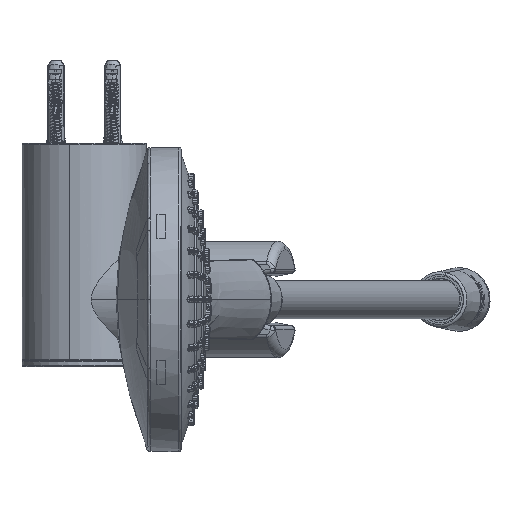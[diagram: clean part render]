
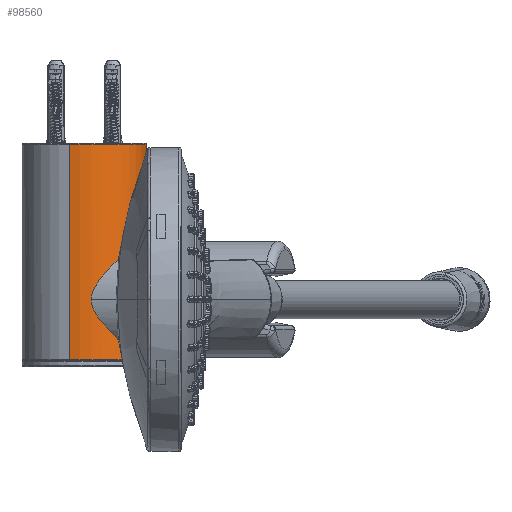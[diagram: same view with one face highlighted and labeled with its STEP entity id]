
A CAD part, left-side view. The second image highlights one B-rep face of the part: STEP entity #98560.
In plain terms, the highlighted cylindrical face has radius 22.5 mm (diameter 45 mm), a partial arc.
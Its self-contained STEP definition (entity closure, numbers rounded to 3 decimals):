
#95232=CARTESIAN_POINT('',(-21.1,7.813,
22.));
#95233=CARTESIAN_POINT('',(-21.1,7.813,
22.466));
#95234=CARTESIAN_POINT('',(-21.069,7.897,
23.427));
#95235=CARTESIAN_POINT('',(-20.911,8.311,
24.961));
#95236=CARTESIAN_POINT('',(-20.619,9.021,
26.585));
#95237=CARTESIAN_POINT('',(-20.172,9.99,
28.273));
#95238=CARTESIAN_POINT('',(-19.557,11.157,
29.997));
#95239=CARTESIAN_POINT('',(-18.699,12.557,
31.854));
#95240=CARTESIAN_POINT('',(-17.532,14.158,
33.824));
#95241=CARTESIAN_POINT('',(-15.967,15.92,
35.883));
#95242=CARTESIAN_POINT('',(-13.993,17.69,
37.878));
#95243=CARTESIAN_POINT('',(-11.733,19.266,
39.615));
#95244=CARTESIAN_POINT('',(-9.263,20.566,
41.026));
#95245=CARTESIAN_POINT('',(-6.777,21.506,
42.038));
#95246=CARTESIAN_POINT('',(-4.324,22.129,
42.704));
#95247=CARTESIAN_POINT('',(-1.806,22.474,
43.073));
#95248=CARTESIAN_POINT('',(0.676,22.535,
43.138));
#95249=CARTESIAN_POINT('',(3.183,22.322,42.91));
#95250=CARTESIAN_POINT('',(5.68,21.82,42.374));
#95251=CARTESIAN_POINT('',(8.123,21.04,41.537));
#95252=CARTESIAN_POINT('',(10.668,19.877,40.28));
#95253=CARTESIAN_POINT('',(13.008,18.424,38.69));
#95254=CARTESIAN_POINT('',(15.035,16.8,36.882));
#95255=CARTESIAN_POINT('',(16.691,15.14,34.981));
#95256=CARTESIAN_POINT('',(17.944,13.614,33.164));
#95257=CARTESIAN_POINT('',(18.873,12.28,31.492));
#95258=CARTESIAN_POINT('',(19.579,11.11,29.924));
#95259=CARTESIAN_POINT('',(20.139,10.055,28.368));
#95260=CARTESIAN_POINT('',(20.58,9.111,26.754));
#95261=CARTESIAN_POINT('',(20.889,8.37,25.13));
#95262=CARTESIAN_POINT('',(21.068,7.9,23.478));
#95263=CARTESIAN_POINT('',(21.1,7.813,22.482));
#95264=CARTESIAN_POINT('',(21.1,7.813,22.));
#95269=CARTESIAN_POINT('',(21.1,7.813,22.));
#95270=CARTESIAN_POINT('',(21.1,7.813,21.534));
#95271=CARTESIAN_POINT('',(21.069,7.897,20.573));
#95272=CARTESIAN_POINT('',(20.911,8.311,19.039));
#95273=CARTESIAN_POINT('',(20.62,9.02,17.416));
#95274=CARTESIAN_POINT('',(20.172,9.99,15.728));
#95275=CARTESIAN_POINT('',(19.558,11.156,14.004));
#95276=CARTESIAN_POINT('',(18.7,12.556,12.147));
#95277=CARTESIAN_POINT('',(17.533,14.156,10.178));
#95278=CARTESIAN_POINT('',(15.968,15.918,8.119));
#95279=CARTESIAN_POINT('',(13.995,17.688,6.124));
#95280=CARTESIAN_POINT('',(11.735,19.265,4.387));
#95281=CARTESIAN_POINT('',(9.266,20.565,2.975));
#95282=CARTESIAN_POINT('',(6.78,21.505,1.963));
#95283=CARTESIAN_POINT('',(4.328,22.128,1.297));
#95284=CARTESIAN_POINT('',(1.81,22.474,
0.928));
#95285=CARTESIAN_POINT('',(-0.672,22.536,
0.862));
#95286=CARTESIAN_POINT('',(-3.179,22.323,
1.089));
#95287=CARTESIAN_POINT('',(-5.675,21.821,
1.625));
#95288=CARTESIAN_POINT('',(-8.118,21.042,
2.461));
#95289=CARTESIAN_POINT('',(-10.663,19.88,
3.717));
#95290=CARTESIAN_POINT('',(-13.003,18.427,
5.306));
#95291=CARTESIAN_POINT('',(-15.031,16.805,
7.114));
#95292=CARTESIAN_POINT('',(-16.687,15.144,
9.015));
#95293=CARTESIAN_POINT('',(-17.941,13.617,
10.833));
#95294=CARTESIAN_POINT('',(-18.872,12.282,
12.505));
#95295=CARTESIAN_POINT('',(-19.579,11.111,
14.075));
#95296=CARTESIAN_POINT('',(-20.139,10.055,
15.631));
#95297=CARTESIAN_POINT('',(-20.58,9.111,
17.247));
#95298=CARTESIAN_POINT('',(-20.889,8.369,
18.87));
#95299=CARTESIAN_POINT('',(-21.068,7.9,
20.523));
#95300=CARTESIAN_POINT('',(-21.1,7.813,
21.518));
#95301=CARTESIAN_POINT('',(-21.1,7.813,
22.));
#95306=CARTESIAN_POINT('',(0.,0.,78.));
#95307=DIRECTION('',(0.,0.,1.));
#95308=DIRECTION('',(1.,0.,0.));
#95309=AXIS2_PLACEMENT_3D('',#95306,#95307,#95308);
#95314=CARTESIAN_POINT('',(0.,0.,0.3));
#95315=DIRECTION('',(0.,0.,-1.));
#95316=DIRECTION('',(-1.,0.,0.));
#95317=AXIS2_PLACEMENT_3D('',#95314,#95315,#95316);
#95322=DIRECTION('',(0.,0.,1.));
#95323=VECTOR('',#95322,77.7);
#95324=CARTESIAN_POINT('',(22.5,0.,0.3));
#95325=LINE('',#95324,#95323);
#96046=DIRECTION('',(0.,0.,1.));
#96047=VECTOR('',#96046,77.7);
#96048=CARTESIAN_POINT('',(-22.5,0.,0.3));
#96049=LINE('',#96048,#96047);
#98142=VERTEX_POINT('',#95232);
#98143=VERTEX_POINT('',#95264);
#98416=CARTESIAN_POINT('',(22.5,0.,0.3));
#98418=VERTEX_POINT('',#98416);
#98420=CARTESIAN_POINT('',(-22.5,0.,0.3));
#98421=VERTEX_POINT('',#98420);
#98450=CARTESIAN_POINT('',(22.5,0.,78.));
#98451=CARTESIAN_POINT('',(-22.5,0.,78.));
#98452=VERTEX_POINT('',#98450);
#98453=VERTEX_POINT('',#98451);
#98540=CARTESIAN_POINT('',(0.,0.,0.));
#98541=DIRECTION('',(0.,0.,1.));
#98542=DIRECTION('',(1.,0.,0.));
#98543=AXIS2_PLACEMENT_3D('',#98540,#98541,#98542);
#98544=CYLINDRICAL_SURFACE('',#98543,22.5);
#98546=ORIENTED_EDGE('',*,*,#98545,.T.);
#98548=ORIENTED_EDGE('',*,*,#98547,.F.);
#98549=ORIENTED_EDGE('',*,*,#98526,.T.);
#98551=ORIENTED_EDGE('',*,*,#98550,.T.);
#98552=EDGE_LOOP('',(#98546,#98548,#98549,#98551));
#98553=FACE_OUTER_BOUND('',#98552,.F.);
#98555=ORIENTED_EDGE('',*,*,#98554,.T.);
#98557=ORIENTED_EDGE('',*,*,#98556,.T.);
#98558=EDGE_LOOP('',(#98555,#98557));
#98559=FACE_BOUND('',#98558,.F.);
#98560=ADVANCED_FACE('',(#98553,#98559),#98544,.T.);
#95265=B_SPLINE_CURVE_WITH_KNOTS('',3,(#95232,#95233,#95234,#95235,#95236,
#95237,#95238,#95239,#95240,#95241,#95242,#95243,#95244,#95245,#95246,#95247,
#95248,#95249,#95250,#95251,#95252,#95253,#95254,#95255,#95256,#95257,#95258,
#95259,#95260,#95261,#95262,#95263,#95264),.UNSPECIFIED.,.F.,.F.,(4,1,1,1,1,1,1,
1,1,1,1,1,1,1,1,1,1,1,1,1,1,1,1,1,1,1,1,1,1,1,4),(0.,0.033,
0.067,0.1,0.133,0.167,0.2,
0.233,0.267,0.3,0.333,0.367,
0.4,0.433,0.467,0.5,0.533,
0.567,0.6,0.633,0.667,0.7,
0.733,0.767,0.8,0.833,0.867,
0.9,0.933,0.967,1.),.UNSPECIFIED.);
#95302=B_SPLINE_CURVE_WITH_KNOTS('',3,(#95269,#95270,#95271,#95272,#95273,
#95274,#95275,#95276,#95277,#95278,#95279,#95280,#95281,#95282,#95283,#95284,
#95285,#95286,#95287,#95288,#95289,#95290,#95291,#95292,#95293,#95294,#95295,
#95296,#95297,#95298,#95299,#95300,#95301),.UNSPECIFIED.,.F.,.F.,(4,1,1,1,1,1,1,
1,1,1,1,1,1,1,1,1,1,1,1,1,1,1,1,1,1,1,1,1,1,1,4),(0.,0.033,
0.067,0.1,0.133,0.167,0.2,
0.233,0.267,0.3,0.333,0.367,
0.4,0.433,0.467,0.5,0.533,
0.567,0.6,0.633,0.667,0.7,
0.733,0.767,0.8,0.833,0.867,
0.9,0.933,0.967,1.),.UNSPECIFIED.);
#95310=CIRCLE('',#95309,22.5);
#95318=CIRCLE('',#95317,22.5);
#98526=EDGE_CURVE('',#98421,#98418,#95318,.T.);
#98545=EDGE_CURVE('',#98452,#98453,#95310,.T.);
#98547=EDGE_CURVE('',#98421,#98453,#96049,.T.);
#98550=EDGE_CURVE('',#98418,#98452,#95325,.T.);
#98554=EDGE_CURVE('',#98142,#98143,#95265,.T.);
#98556=EDGE_CURVE('',#98143,#98142,#95302,.T.);
